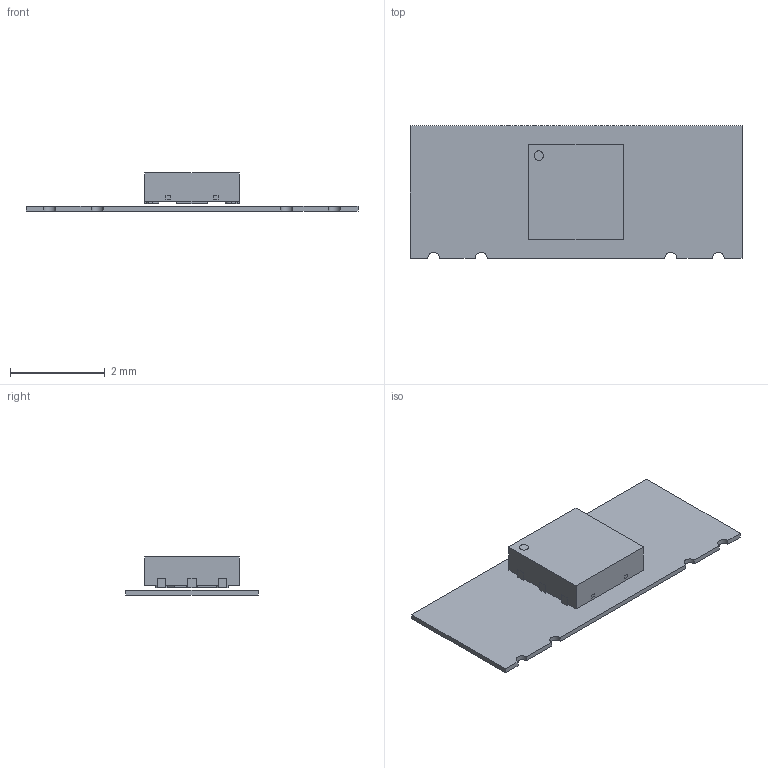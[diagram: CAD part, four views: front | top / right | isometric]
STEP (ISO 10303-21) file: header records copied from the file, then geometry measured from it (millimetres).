
FILE_DESCRIPTION(('KiCad electronic assembly'),'2;1');
FILE_NAME('SunSensor.step','2024-07-10T18:13:58',('Pcbnew'),('Kicad'), 'Open CASCADE STEP processor 7.7','KiCad to STEP converter','Unknown' );
FILE_SCHEMA(('AUTOMOTIVE_DESIGN { 1 0 10303 214 1 1 1 1 }'));
Length unit declared in the file: millimetre
Products named in the file (4): SunSensor 1; OPT4003DNPRQ1; DNP6; SunSensor_PCB
Assembly tree (3 placements, depth 3):
  SunSensor 1
    OPT4003DNPRQ1
      DNP6
    SunSensor_PCB
Bounding box: 7 x 2.8 x 0.8 mm (x, y, z)
Volume: 4.4 mm3; surface area: 59.8 mm2
Topology: 14 solids, 14 shells, 198 faces, 492 edges, 328 vertices
Faces by surface type: plane 172, cylinder 26
Entity records: 5950 total; most frequent: CARTESIAN_POINT 1022, ORIENTED_EDGE 984, DIRECTION 948, EDGE_CURVE 492, LINE 440, VECTOR 440, VERTEX_POINT 328, AXIS2_PLACEMENT_3D 254
